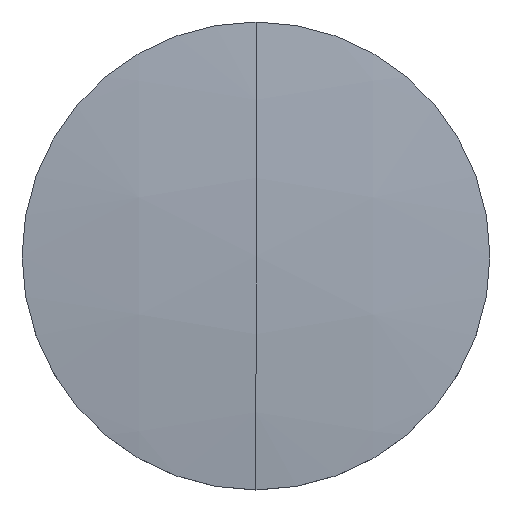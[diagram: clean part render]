
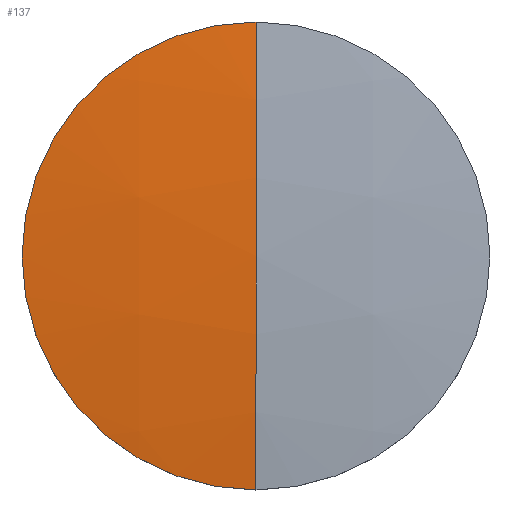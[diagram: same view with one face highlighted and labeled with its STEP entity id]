
A CAD part, top view. The second image highlights one B-rep face of the part: STEP entity #137.
In plain terms, the highlighted spherical face has radius 103 mm.
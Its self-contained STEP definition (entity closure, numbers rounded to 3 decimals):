
#17 = DIRECTION ( 'NONE',  ( 0., 0., -1. ) ) ;
#18 = DIRECTION ( 'NONE',  ( 1., 0., 0. ) ) ;
#19 = CARTESIAN_POINT ( 'NONE',  ( 0., 0., -101.6 ) ) ;
#20 = AXIS2_PLACEMENT_3D ( 'NONE', #19, #18, #17 ) ;
#21 = CIRCLE ( 'NONE', #20, 103. ) ;
#56 = VERTEX_POINT ( 'NONE', #103 ) ;
#70 = FACE_OUTER_BOUND ( 'NONE', #135, .T. ) ;
#71 = CARTESIAN_POINT ( 'NONE',  ( 0., -12.5, 0.639 ) ) ;
#72 = DIRECTION ( 'NONE',  ( 0., -1., 0. ) ) ;
#73 = DIRECTION ( 'NONE',  ( -1., 0., 0. ) ) ;
#74 = CARTESIAN_POINT ( 'NONE',  ( 0., 0., -101.6 ) ) ;
#75 = AXIS2_PLACEMENT_3D ( 'NONE', #74, #73, #72 ) ;
#76 = CIRCLE ( 'NONE', #75, 103. ) ;
#77 = CARTESIAN_POINT ( 'NONE',  ( 0., 0., 1.4 ) ) ;
#78 = DIRECTION ( 'NONE',  ( 1., 0., 0. ) ) ;
#79 = DIRECTION ( 'NONE',  ( 0., 0., 1. ) ) ;
#80 = CARTESIAN_POINT ( 'NONE',  ( 0., 0., 0.639 ) ) ;
#81 = AXIS2_PLACEMENT_3D ( 'NONE', #80, #79, #78 ) ;
#86 = CIRCLE ( 'NONE', #81, 12.5 ) ;
#103 = CARTESIAN_POINT ( 'NONE',  ( -12.5, 0., 0.639 ) ) ;
#126 = EDGE_CURVE ( 'NONE', #147, #131, #21, .T. ) ;
#130 = EDGE_CURVE ( 'NONE', #56, #136, #86, .T. ) ;
#131 = VERTEX_POINT ( 'NONE', #77 ) ;
#132 = ORIENTED_EDGE ( 'NONE', *, *, #148, .T. ) ;
#133 = EDGE_CURVE ( 'NONE', #136, #131, #76, .T. ) ;
#134 = ORIENTED_EDGE ( 'NONE', *, *, #130, .T. ) ;
#135 = EDGE_LOOP ( 'NONE', ( #132, #134, #138, #145 ) ) ;
#136 = VERTEX_POINT ( 'NONE', #71 ) ;
#137 = ADVANCED_FACE ( 'NONE', ( #70 ), #257, .T. ) ;
#138 = ORIENTED_EDGE ( 'NONE', *, *, #133, .T. ) ;
#145 = ORIENTED_EDGE ( 'NONE', *, *, #126, .F. ) ;
#147 = VERTEX_POINT ( 'NONE', #225 ) ;
#148 = EDGE_CURVE ( 'NONE', #147, #56, #243, .T. ) ;
#225 = CARTESIAN_POINT ( 'NONE',  ( 0., 12.5, 0.639 ) ) ;
#231 = AXIS2_PLACEMENT_3D ( 'NONE', #232, #233, #261 ) ;
#232 = CARTESIAN_POINT ( 'NONE',  ( 0., 0., -101.6 ) ) ;
#233 = DIRECTION ( 'NONE',  ( -1., 0., 0. ) ) ;
#239 = DIRECTION ( 'NONE',  ( 1., 0., 0. ) ) ;
#240 = DIRECTION ( 'NONE',  ( 0., 0., 1. ) ) ;
#241 = CARTESIAN_POINT ( 'NONE',  ( 0., 0., 0.639 ) ) ;
#242 = AXIS2_PLACEMENT_3D ( 'NONE', #241, #240, #239 ) ;
#243 = CIRCLE ( 'NONE', #242, 12.5 ) ;
#257 = SPHERICAL_SURFACE ( 'NONE', #231, 103. ) ;
#261 = DIRECTION ( 'NONE',  ( 0., 1., 0. ) ) ;
